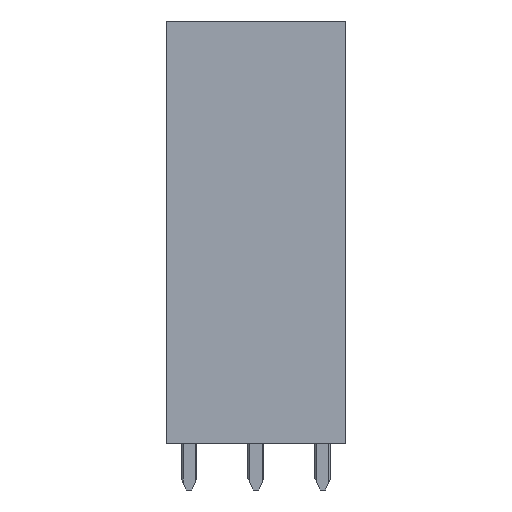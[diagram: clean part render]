
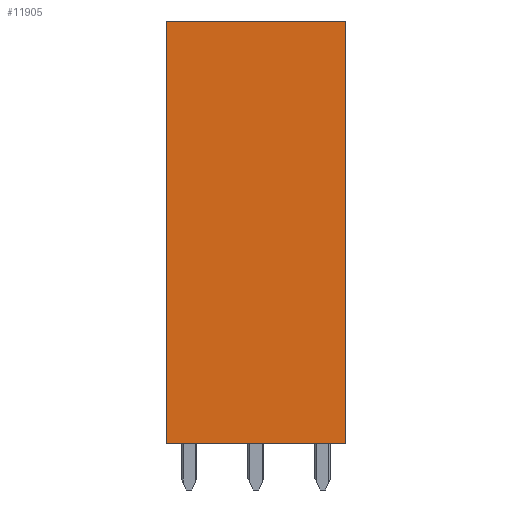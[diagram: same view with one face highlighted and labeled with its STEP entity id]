
A CAD part, left-side view. The second image highlights one B-rep face of the part: STEP entity #11905.
In plain terms, the highlighted planar face has unit normal (-1, 0, 0).
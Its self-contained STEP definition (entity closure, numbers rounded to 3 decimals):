
#11897=AXIS2_PLACEMENT_3D('Plane Axis2P3D',#11894,#11895,#11896) ;
#872=CARTESIAN_POINT('Vertex',(0.,13.6,35.5)) ;
#875=CARTESIAN_POINT('Line Origine',(0.,6.8,35.5)) ;
#879=CARTESIAN_POINT('Vertex',(0.,0.,35.5)) ;
#6256=CARTESIAN_POINT('Vertex',(0.,0.,3.5)) ;
#6259=CARTESIAN_POINT('Line Origine',(0.,6.8,3.5)) ;
#6263=CARTESIAN_POINT('Vertex',(0.,13.6,3.5)) ;
#9426=CARTESIAN_POINT('Line Origine',(0.,13.6,19.5)) ;
#11625=CARTESIAN_POINT('Line Origine',(0.,0.,19.5)) ;
#11894=CARTESIAN_POINT('Axis2P3D Location',(0.,0.,0.)) ;
#876=DIRECTION('Vector Direction',(0.,-1.,0.)) ;
#6260=DIRECTION('Vector Direction',(0.,1.,0.)) ;
#9427=DIRECTION('Vector Direction',(0.,0.,1.)) ;
#11626=DIRECTION('Vector Direction',(0.,0.,-1.)) ;
#11895=DIRECTION('Axis2P3D Direction',(-1.,0.,0.)) ;
#11896=DIRECTION('Axis2P3D XDirection',(0.,0.,1.)) ;
#877=VECTOR('Line Direction',#876,1.) ;
#6261=VECTOR('Line Direction',#6260,1.) ;
#9428=VECTOR('Line Direction',#9427,1.) ;
#11627=VECTOR('Line Direction',#11626,1.) ;
#11900=ORIENTED_EDGE('',*,*,#11629,.T.) ;
#11901=ORIENTED_EDGE('',*,*,#881,.T.) ;
#11902=ORIENTED_EDGE('',*,*,#9430,.T.) ;
#11903=ORIENTED_EDGE('',*,*,#6265,.T.) ;
#11905=ADVANCED_FACE('HOUSING',(#11904),#11898,.T.) ;
#881=EDGE_CURVE('',#880,#873,#878,.F.) ;
#6265=EDGE_CURVE('',#6264,#6257,#6262,.F.) ;
#9430=EDGE_CURVE('',#873,#6264,#9429,.F.) ;
#11629=EDGE_CURVE('',#6257,#880,#11628,.F.) ;
#11899=EDGE_LOOP('',(#11900,#11901,#11902,#11903)) ;
#11904=FACE_OUTER_BOUND('',#11899,.T.) ;
#878=LINE('Line',#875,#877) ;
#6262=LINE('Line',#6259,#6261) ;
#9429=LINE('Line',#9426,#9428) ;
#11628=LINE('Line',#11625,#11627) ;
#11898=PLANE('',#11897) ;
#873=VERTEX_POINT('',#872) ;
#880=VERTEX_POINT('',#879) ;
#6257=VERTEX_POINT('',#6256) ;
#6264=VERTEX_POINT('',#6263) ;
